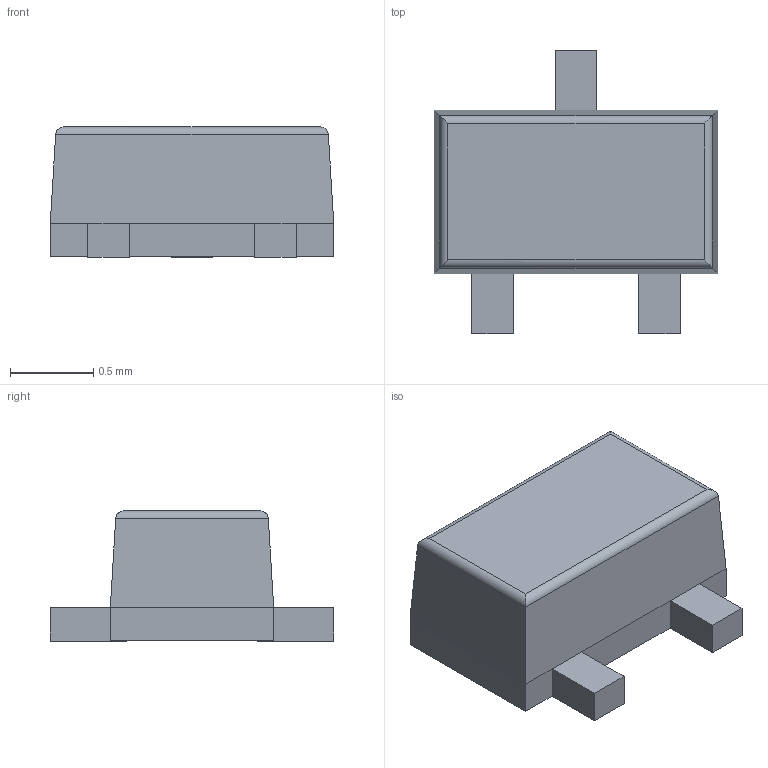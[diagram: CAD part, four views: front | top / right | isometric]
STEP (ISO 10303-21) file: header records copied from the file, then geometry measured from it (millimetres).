
FILE_DESCRIPTION(('FreeCAD Model'),'2;1');
FILE_NAME('User Library-FDY102PZ.step', '2017-07-25T16:17:54',('kicad StepUp'),('ksu MCAD'), 'Open CASCADE STEP processor 6.8','FreeCAD','Unknown');
FILE_SCHEMA(('AUTOMOTIVE_DESIGN_CC2 { 1 2 10303 214 -1 1 5 4 }'));
Length unit declared in the file: millimetre
Products named in the file (2): ASSEMBLY; User_Library-FDY102PZ
Assembly tree (1 placements, depth 2):
  ASSEMBLY
    User_Library-FDY102PZ
Bounding box: 1.7 x 1.7 x 0.78 mm (x, y, z)
Volume: 1.3 mm3; surface area: 8.1 mm2
Topology: 1 solids, 1 shells, 35 faces, 85 edges, 52 vertices
Faces by surface type: plane 31, cylinder 4
Entity records: 1263 total; most frequent: CARTESIAN_POINT 186, ORIENTED_EDGE 170, DIRECTION 155, EDGE_CURVE 85, LINE 81, VECTOR 81, VERTEX_POINT 52, AXIS2_PLACEMENT_3D 37
